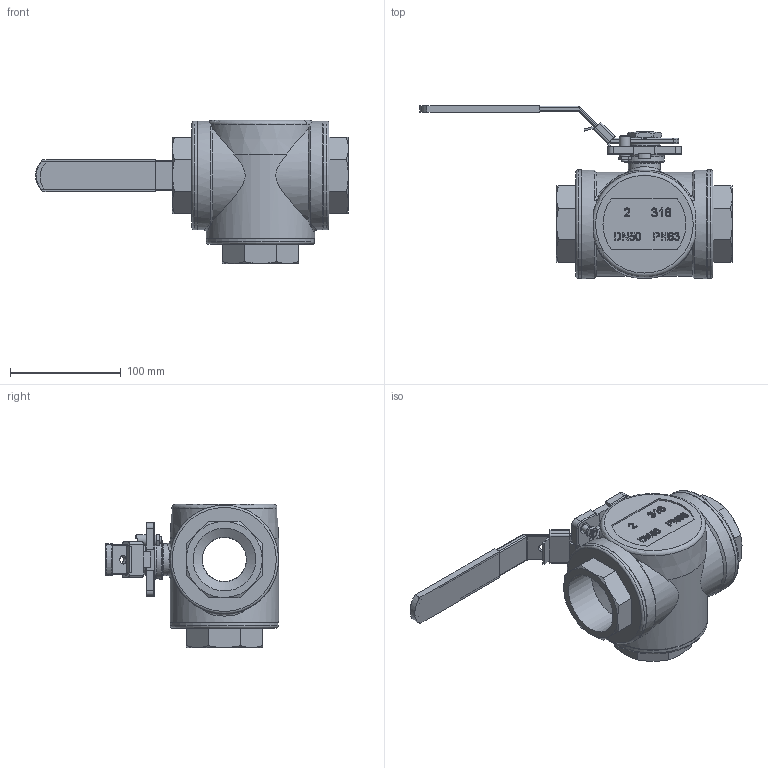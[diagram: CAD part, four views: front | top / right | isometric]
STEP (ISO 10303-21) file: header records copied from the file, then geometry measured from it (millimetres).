
FILE_DESCRIPTION(/* description */ ('Unknown'),/* implementation_level */ '2;1');
FILE_NAME(/* name */ '9338-09',/* time_stamp */ '2022-02-16T08:51:27+01:00',/* author */ ('Unknown'),/* organization */ ('Unknown'),/* preprocessor_version */ 'ST-DEVELOPER v16.7',/* originating_system */ 'Solid Edge',/* authorisation */ 'Unknown');
FILE_SCHEMA (('AUTOMOTIVE_DESIGN {1 0 10303 214 3 1 1}'));
Length unit declared in the file: millimetre
Products named in the file (14): 9338-09; DN50 Plate Washer; DN50 CAP; DN50 Body Gasket; DN50 Nut Stopper; DN50 Lock Device; DN50 BODY; DN50 Stop Pin; NUT M18 _NUT  M18; 朴6 Spring Washer_GB_FASTENER_WASHER_SW 6; DN50 Haddle L; NUT M6 _GB_FASTENER_NUT_STNAB M6-C; DN50 STEM; DN50 Plasti Cover
Assembly tree (18 placements, depth 2):
  9338-09
    DN50 Plate Washer
    DN50 CAP  x3
    DN50 Body Gasket  x3
    DN50 Nut Stopper
    DN50 Lock Device
    DN50 BODY
    DN50 Stop Pin
    NUT M18 _NUT  M18  x2
    朴6 Spring Washer_GB_FASTENER_WASHER_SW 6
    DN50 Haddle L
    NUT M6 _GB_FASTENER_NUT_STNAB M6-C
    DN50 STEM
    DN50 Plasti Cover
Bounding box: 282.61 x 156.44 x 129.4 mm (x, y, z)
Volume: 664098.6 mm3; surface area: 229084.2 mm2
Topology: 18 solids, 18 shells, 750 faces, 1920 edges, 1246 vertices
Faces by surface type: plane 373, cylinder 149, bspline 140, cone 56, torus 26, sphere 6
Full cylindrical faces by diameter (mm): 4.917 x1, 6 x1, 6.68 x1, 8 x2, 9.88 x1, 10 x1, 13.4 x1, 15.294 x2, 18 x2, 18.1 x1, 18.5 x1, 22.5 x1, 22.7 x2, 27.5 x1, 28.5 x1, 29 x1, 32.5 x1, 36 x1, 40 x4, 56 x4, 56.656 x3, 63 x3, 84.684 x3, 86.5 x3, 87 x6, 92.5 x3, 92.6 x3, 98 x6
Entity records: 32549 total; most frequent: CARTESIAN_POINT 16864, ORIENTED_EDGE 3336, DIRECTION 2711, EDGE_CURVE 1668, VERTEX_POINT 1121, AXIS2_PLACEMENT_3D 907, LINE 897, VECTOR 897
